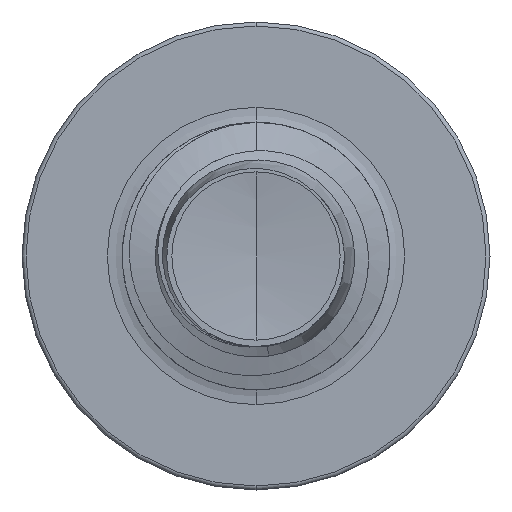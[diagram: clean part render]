
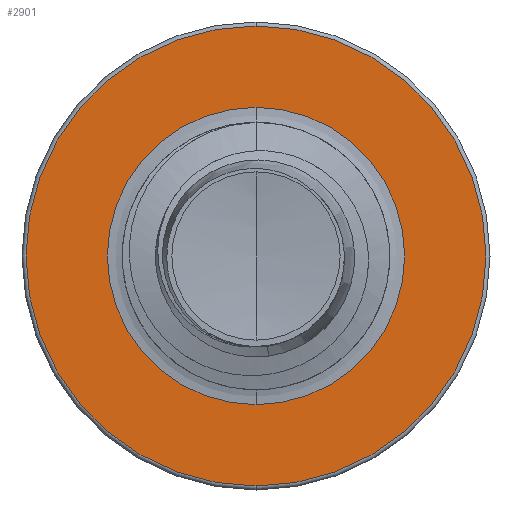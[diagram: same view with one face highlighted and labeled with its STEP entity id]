
A CAD part, front view. The second image highlights one B-rep face of the part: STEP entity #2901.
In plain terms, the highlighted planar face has unit normal (0, -1, 0).
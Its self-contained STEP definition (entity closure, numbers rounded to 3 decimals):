
#127 = DIRECTION ( 'NONE',  ( 0., 0., 1. ) ) ;
#144 = DIRECTION ( 'NONE',  ( 0., 1., 0. ) ) ;
#170 = CARTESIAN_POINT ( 'NONE',  ( 0., 3., 0. ) ) ;
#189 = CARTESIAN_POINT ( 'NONE',  ( 0., 3., 1.112 ) ) ;
#1486 = AXIS2_PLACEMENT_3D ( 'NONE', #11916, #6839, #12878 ) ;
#2549 = ORIENTED_EDGE ( 'NONE', *, *, #10942, .T. ) ;
#2901 = ADVANCED_FACE ( 'NONE', ( #6918, #9325 ), #5005, .F. ) ;
#2974 = ORIENTED_EDGE ( 'NONE', *, *, #9574, .F. ) ;
#3118 = AXIS2_PLACEMENT_3D ( 'NONE', #8313, #8281, #8242 ) ;
#3310 = EDGE_LOOP ( 'NONE', ( #2549, #12744 ) ) ;
#3607 = CARTESIAN_POINT ( 'NONE',  ( 0., 3., -1.72 ) ) ;
#4029 = AXIS2_PLACEMENT_3D ( 'NONE', #10929, #10926, #10903 ) ;
#4389 = AXIS2_PLACEMENT_3D ( 'NONE', #170, #144, #127 ) ;
#4704 = CIRCLE ( 'NONE', #3118, 1.72 ) ;
#4894 = DIRECTION ( 'NONE',  ( 0., 0., 1. ) ) ;
#4908 = DIRECTION ( 'NONE',  ( 0., 1., 0. ) ) ;
#4931 = CARTESIAN_POINT ( 'NONE',  ( 0., 3., -1.112 ) ) ;
#5005 = PLANE ( 'NONE',  #6413 ) ;
#5131 = EDGE_LOOP ( 'NONE', ( #2974, #5292 ) ) ;
#5292 = ORIENTED_EDGE ( 'NONE', *, *, #9282, .F. ) ;
#5363 = CARTESIAN_POINT ( 'NONE',  ( 0., 3., 1.72 ) ) ;
#6413 = AXIS2_PLACEMENT_3D ( 'NONE', #4931, #4908, #4894 ) ;
#6534 = VERTEX_POINT ( 'NONE', #3607 ) ;
#6839 = DIRECTION ( 'NONE',  ( 0., 1., 0. ) ) ;
#6918 = FACE_OUTER_BOUND ( 'NONE', #5131, .T. ) ;
#8169 = VERTEX_POINT ( 'NONE', #10087 ) ;
#8242 = DIRECTION ( 'NONE',  ( 0., 0., 1. ) ) ;
#8281 = DIRECTION ( 'NONE',  ( 0., 1., 0. ) ) ;
#8313 = CARTESIAN_POINT ( 'NONE',  ( 0., 3., 0. ) ) ;
#8322 = EDGE_CURVE ( 'NONE', #8169, #9591, #9934, .T. ) ;
#9282 = EDGE_CURVE ( 'NONE', #6534, #12425, #4704, .T. ) ;
#9325 = FACE_BOUND ( 'NONE', #3310, .T. ) ;
#9574 = EDGE_CURVE ( 'NONE', #12425, #6534, #11334, .T. ) ;
#9591 = VERTEX_POINT ( 'NONE', #189 ) ;
#9934 = CIRCLE ( 'NONE', #4029, 1.112 ) ;
#10087 = CARTESIAN_POINT ( 'NONE',  ( 0., 3., -1.112 ) ) ;
#10903 = DIRECTION ( 'NONE',  ( 0., 0., 1. ) ) ;
#10926 = DIRECTION ( 'NONE',  ( 0., 1., 0. ) ) ;
#10929 = CARTESIAN_POINT ( 'NONE',  ( 0., 3., 0. ) ) ;
#10942 = EDGE_CURVE ( 'NONE', #9591, #8169, #11911, .T. ) ;
#11334 = CIRCLE ( 'NONE', #4389, 1.72 ) ;
#11911 = CIRCLE ( 'NONE', #1486, 1.112 ) ;
#11916 = CARTESIAN_POINT ( 'NONE',  ( 0., 3., 0. ) ) ;
#12425 = VERTEX_POINT ( 'NONE', #5363 ) ;
#12744 = ORIENTED_EDGE ( 'NONE', *, *, #8322, .T. ) ;
#12878 = DIRECTION ( 'NONE',  ( 0., 0., 1. ) ) ;
